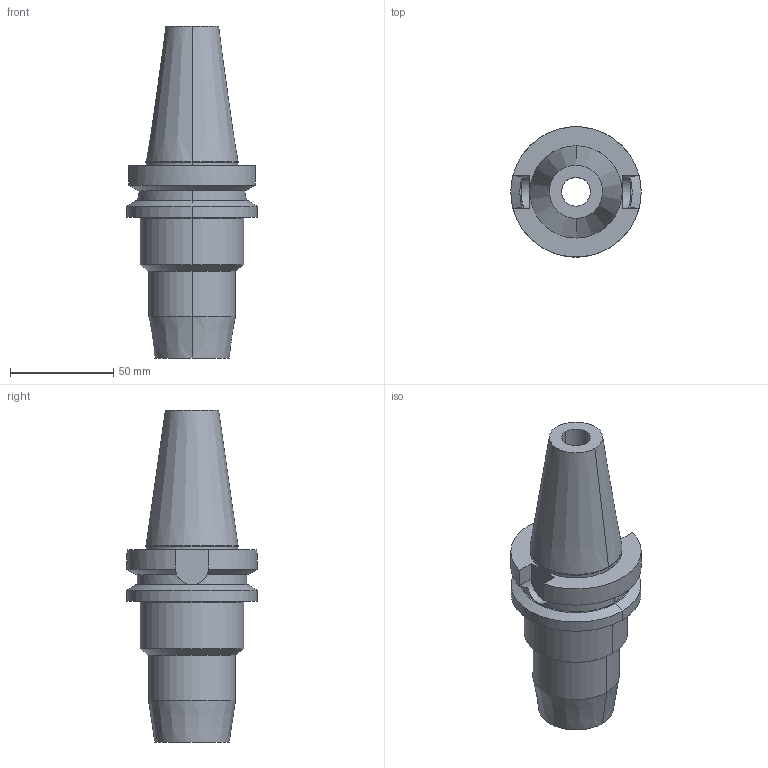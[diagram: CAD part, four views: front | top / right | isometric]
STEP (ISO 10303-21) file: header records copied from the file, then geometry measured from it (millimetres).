
FILE_DESCRIPTION((''),'2;1');
FILE_NAME('83526116','2019-03-19T08:28:41',('piechottad'),(''),'CREO PARAMETRIC BY PTC INC, 2018400','CREO PARAMETRIC BY PTC INC, 2018400','');
FILE_SCHEMA(('AUTOMOTIVE_DESIGN { 1 0 10303 214 1 1 1 1 }'));
Length unit declared in the file: millimetre
Products named in the file (1): 83526116
Bounding box: 63 x 63 x 160.4 mm (x, y, z)
Volume: 212373.3 mm3; surface area: 34686.9 mm2
Topology: 1 solids, 1 shells, 47 faces, 108 edges, 68 vertices
Faces by surface type: cylinder 18, plane 15, cone 12, torus 2
Entity records: 2206 total; most frequent: CARTESIAN_POINT 317, DIRECTION 282, ORIENTED_EDGE 216, PRESENTATION_STYLE_ASSIGNMENT 132, STYLED_ITEM 132, CURVE_STYLE 131, AXIS2_PLACEMENT_3D 113, EDGE_CURVE 108
